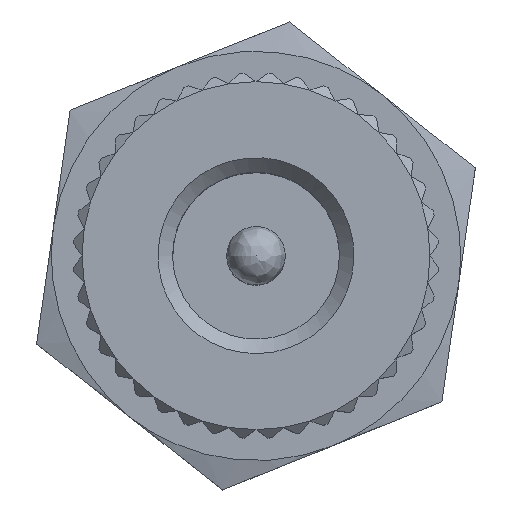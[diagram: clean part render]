
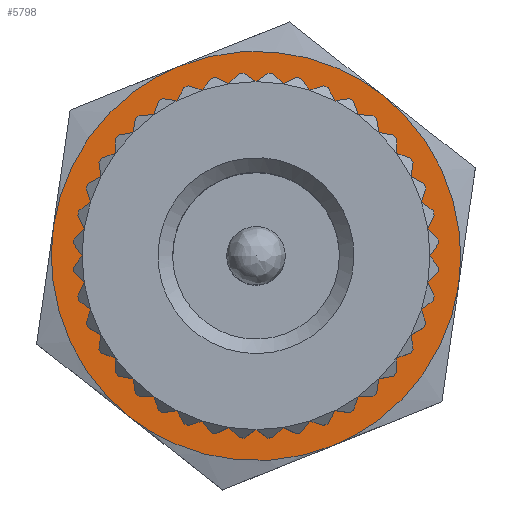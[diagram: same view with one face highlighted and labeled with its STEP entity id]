
A CAD part, top view. The second image highlights one B-rep face of the part: STEP entity #5798.
In plain terms, the highlighted free-form (B-spline) face has degree [1, 1] with [2, 2] control points.
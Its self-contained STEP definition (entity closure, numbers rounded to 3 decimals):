
#5798 = ADVANCED_FACE('',(#5799,#5813),#5863,.T.);
#5799 = FACE_BOUND('',#5800,.T.);
#5800 = EDGE_LOOP('',(#5801));
#5801 = ORIENTED_EDGE('',*,*,#5802,.F.);
#5802 = EDGE_CURVE('',#5803,#5803,#5805,.T.);
#5803 = VERTEX_POINT('',#5804);
#5804 = CARTESIAN_POINT('',(4.099,1.646,
    -4.885));
#5805 = ( BOUNDED_CURVE() B_SPLINE_CURVE(2,(#5806,#5807,#5808,#5809,
#5810,#5811,#5812),.UNSPECIFIED.,.T.,.F.) B_SPLINE_CURVE_WITH_KNOTS((1,2
    ,2,2,2,1),(-2.094,0.,2.094,4.189,
6.283,8.378),.UNSPECIFIED.) CURVE() 
GEOMETRIC_REPRESENTATION_ITEM() RATIONAL_B_SPLINE_CURVE((1.,0.5,1.,0.5,
1.,0.5,1.)) REPRESENTATION_ITEM('') );
#5806 = CARTESIAN_POINT('',(4.099,1.646,
    -4.885));
#5807 = CARTESIAN_POINT('',(1.249,8.745,
    -4.885));
#5808 = CARTESIAN_POINT('',(-3.475,2.727,
    -4.885));
#5809 = CARTESIAN_POINT('',(-8.198,-3.291,
    -4.885));
#5810 = CARTESIAN_POINT('',(-0.624,-4.373,
    -4.885));
#5811 = CARTESIAN_POINT('',(6.949,-5.454,
    -4.885));
#5812 = CARTESIAN_POINT('',(4.099,1.646,
    -4.885));
#5813 = FACE_BOUND('',#5814,.T.);
#5814 = EDGE_LOOP('',(#5815,#5825,#5833,#5841,#5849,#5857));
#5815 = ORIENTED_EDGE('',*,*,#5816,.F.);
#5816 = EDGE_CURVE('',#5817,#5819,#5821,.T.);
#5817 = VERTEX_POINT('',#5818);
#5818 = CARTESIAN_POINT('',(5.642,-0.806,
    -4.885));
#5819 = VERTEX_POINT('',#5820);
#5820 = CARTESIAN_POINT('',(2.123,-5.289,
    -4.885));
#5821 = ( BOUNDED_CURVE() B_SPLINE_CURVE(2,(#5822,#5823,#5824),
.UNSPECIFIED.,.F.,.F.) B_SPLINE_CURVE_WITH_KNOTS((3,3),(3.665,
4.712),.PIECEWISE_BEZIER_KNOTS.) CURVE() 
GEOMETRIC_REPRESENTATION_ITEM() RATIONAL_B_SPLINE_CURVE((1.,
0.866,1.)) REPRESENTATION_ITEM('') );
#5822 = CARTESIAN_POINT('',(5.642,-0.806,
    -4.885));
#5823 = CARTESIAN_POINT('',(5.177,-4.063,
    -4.885));
#5824 = CARTESIAN_POINT('',(2.123,-5.289,
    -4.885));
#5825 = ORIENTED_EDGE('',*,*,#5826,.F.);
#5826 = EDGE_CURVE('',#5827,#5817,#5829,.T.);
#5827 = VERTEX_POINT('',#5828);
#5828 = CARTESIAN_POINT('',(3.519,4.483,
    -4.885));
#5829 = ( BOUNDED_CURVE() B_SPLINE_CURVE(2,(#5830,#5831,#5832),
.UNSPECIFIED.,.F.,.F.) B_SPLINE_CURVE_WITH_KNOTS((3,3),(2.618,
3.665),.PIECEWISE_BEZIER_KNOTS.) CURVE() 
GEOMETRIC_REPRESENTATION_ITEM() RATIONAL_B_SPLINE_CURVE((1.,
0.866,1.)) REPRESENTATION_ITEM('') );
#5830 = CARTESIAN_POINT('',(3.519,4.483,
    -4.885));
#5831 = CARTESIAN_POINT('',(6.107,2.452,
    -4.885));
#5832 = CARTESIAN_POINT('',(5.642,-0.806,
    -4.885));
#5833 = ORIENTED_EDGE('',*,*,#5834,.F.);
#5834 = EDGE_CURVE('',#5835,#5827,#5837,.T.);
#5835 = VERTEX_POINT('',#5836);
#5836 = CARTESIAN_POINT('',(-2.123,5.289,
    -4.885));
#5837 = ( BOUNDED_CURVE() B_SPLINE_CURVE(2,(#5838,#5839,#5840),
.UNSPECIFIED.,.F.,.F.) B_SPLINE_CURVE_WITH_KNOTS((3,3),(1.571,
2.618),.PIECEWISE_BEZIER_KNOTS.) CURVE() 
GEOMETRIC_REPRESENTATION_ITEM() RATIONAL_B_SPLINE_CURVE((1.,
0.866,1.)) REPRESENTATION_ITEM('') );
#5838 = CARTESIAN_POINT('',(-2.123,5.289,
    -4.885));
#5839 = CARTESIAN_POINT('',(0.93,6.515,
    -4.885));
#5840 = CARTESIAN_POINT('',(3.519,4.483,
    -4.885));
#5841 = ORIENTED_EDGE('',*,*,#5842,.F.);
#5842 = EDGE_CURVE('',#5843,#5835,#5845,.T.);
#5843 = VERTEX_POINT('',#5844);
#5844 = CARTESIAN_POINT('',(-5.642,0.806,
    -4.885));
#5845 = ( BOUNDED_CURVE() B_SPLINE_CURVE(2,(#5846,#5847,#5848),
.UNSPECIFIED.,.F.,.F.) B_SPLINE_CURVE_WITH_KNOTS((3,3),(0.524,
1.571),.PIECEWISE_BEZIER_KNOTS.) CURVE() 
GEOMETRIC_REPRESENTATION_ITEM() RATIONAL_B_SPLINE_CURVE((1.,
0.866,1.)) REPRESENTATION_ITEM('') );
#5846 = CARTESIAN_POINT('',(-5.642,0.806,
    -4.885));
#5847 = CARTESIAN_POINT('',(-5.177,4.063,
    -4.885));
#5848 = CARTESIAN_POINT('',(-2.123,5.289,
    -4.885));
#5849 = ORIENTED_EDGE('',*,*,#5850,.F.);
#5850 = EDGE_CURVE('',#5851,#5843,#5853,.T.);
#5851 = VERTEX_POINT('',#5852);
#5852 = CARTESIAN_POINT('',(-3.519,-4.483,
    -4.885));
#5853 = ( BOUNDED_CURVE() B_SPLINE_CURVE(2,(#5854,#5855,#5856),
.UNSPECIFIED.,.F.,.F.) B_SPLINE_CURVE_WITH_KNOTS((3,3),(5.76,
6.807),.PIECEWISE_BEZIER_KNOTS.) CURVE() 
GEOMETRIC_REPRESENTATION_ITEM() RATIONAL_B_SPLINE_CURVE((1.,
0.866,1.)) REPRESENTATION_ITEM('') );
#5854 = CARTESIAN_POINT('',(-3.519,-4.483,
    -4.885));
#5855 = CARTESIAN_POINT('',(-6.107,-2.452,
    -4.885));
#5856 = CARTESIAN_POINT('',(-5.642,0.806,
    -4.885));
#5857 = ORIENTED_EDGE('',*,*,#5858,.F.);
#5858 = EDGE_CURVE('',#5819,#5851,#5859,.T.);
#5859 = ( BOUNDED_CURVE() B_SPLINE_CURVE(2,(#5860,#5861,#5862),
.UNSPECIFIED.,.F.,.F.) B_SPLINE_CURVE_WITH_KNOTS((3,3),(4.712,
5.76),.PIECEWISE_BEZIER_KNOTS.) CURVE() 
GEOMETRIC_REPRESENTATION_ITEM() RATIONAL_B_SPLINE_CURVE((1.,
0.866,1.)) REPRESENTATION_ITEM('') );
#5860 = CARTESIAN_POINT('',(2.123,-5.289,
    -4.885));
#5861 = CARTESIAN_POINT('',(-0.93,-6.515,
    -4.885));
#5862 = CARTESIAN_POINT('',(-3.519,-4.483,
    -4.885));
#5863 = B_SPLINE_SURFACE_WITH_KNOTS('',1,1,(
    (#5864,#5865)
    ,(#5866,#5867
    )),.UNSPECIFIED.,.F.,.F.,.F.,(2,2),(2,2),(-7.,7.),(-7.,7.),
  .PIECEWISE_BEZIER_KNOTS.);
#5864 = CARTESIAN_POINT('',(-3.166,-7.412,-4.885
    ));
#5865 = CARTESIAN_POINT('',(-7.412,3.166,-4.885)
  );
#5866 = CARTESIAN_POINT('',(7.412,-3.166,-4.885)
  );
#5867 = CARTESIAN_POINT('',(3.166,7.412,-4.885)
  );
